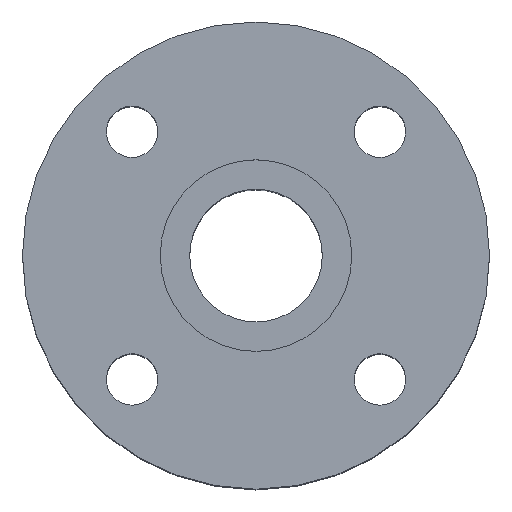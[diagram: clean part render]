
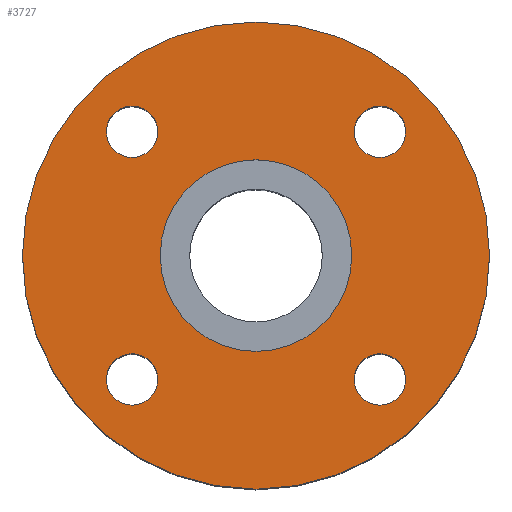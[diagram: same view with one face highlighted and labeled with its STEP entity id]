
A CAD part, top view. The second image highlights one B-rep face of the part: STEP entity #3727.
In plain terms, the highlighted planar face has unit normal (0, 0, 1).
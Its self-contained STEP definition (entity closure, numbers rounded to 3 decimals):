
#374 = VERTEX_POINT ( 'NONE', #15588 ) ;
#379 = VERTEX_POINT ( 'NONE', #13404 ) ;
#409 = VERTEX_POINT ( 'NONE', #2410 ) ;
#418 = DIRECTION ( 'NONE',  ( 1., 0., 0. ) ) ;
#426 = VERTEX_POINT ( 'NONE', #15729 ) ;
#564 = EDGE_CURVE ( 'NONE', #18891, #20666, #18597, .T. ) ;
#761 = ORIENTED_EDGE ( 'NONE', *, *, #2479, .F. ) ;
#1135 = DIRECTION ( 'NONE',  ( 0., 0., 1. ) ) ;
#1349 = CARTESIAN_POINT ( 'NONE',  ( 26.517, 26.517, -0.4 ) ) ;
#1518 = AXIS2_PLACEMENT_3D ( 'NONE', #19092, #21526, #12286 ) ;
#1574 = CARTESIAN_POINT ( 'NONE',  ( 0., 0., -0.4 ) ) ;
#1597 = FACE_BOUND ( 'NONE', #3730, .T. ) ;
#1709 = CARTESIAN_POINT ( 'NONE',  ( 26.517, -26.517, -0.4 ) ) ;
#1842 = DIRECTION ( 'NONE',  ( 1., 0., 0. ) ) ;
#2410 = CARTESIAN_POINT ( 'NONE',  ( 32.017, 26.517, -0.4 ) ) ;
#2413 = AXIS2_PLACEMENT_3D ( 'NONE', #12731, #3906, #25750 ) ;
#2479 = EDGE_CURVE ( 'NONE', #20666, #18891, #3327, .T. ) ;
#2688 = EDGE_CURVE ( 'NONE', #20001, #12831, #23652, .T. ) ;
#2722 = EDGE_CURVE ( 'NONE', #21056, #409, #6092, .T. ) ;
#2902 = AXIS2_PLACEMENT_3D ( 'NONE', #1709, #23981, #10946 ) ;
#3201 = EDGE_CURVE ( 'NONE', #379, #27306, #15325, .T. ) ;
#3298 = ORIENTED_EDGE ( 'NONE', *, *, #3201, .F. ) ;
#3327 = CIRCLE ( 'NONE', #25503, 20.5 ) ;
#3373 = DIRECTION ( 'NONE',  ( 0., 0., 1. ) ) ;
#3598 = ORIENTED_EDGE ( 'NONE', *, *, #3714, .F. ) ;
#3714 = EDGE_CURVE ( 'NONE', #12831, #20001, #26902, .T. ) ;
#3727 = ADVANCED_FACE ( 'NONE', ( #9988, #16945, #1597, #5792, #14634, #27628 ), #23590, .F. ) ;
#3730 = EDGE_LOOP ( 'NONE', ( #3298, #23467 ) ) ;
#3906 = DIRECTION ( 'NONE',  ( 0., 0., -1. ) ) ;
#5681 = DIRECTION ( 'NONE',  ( -1., 0., 0. ) ) ;
#5754 = ORIENTED_EDGE ( 'NONE', *, *, #16865, .T. ) ;
#5792 = FACE_BOUND ( 'NONE', #24448, .T. ) ;
#5809 = AXIS2_PLACEMENT_3D ( 'NONE', #24396, #16156, #15731 ) ;
#6092 = CIRCLE ( 'NONE', #21326, 5.5 ) ;
#6251 = CARTESIAN_POINT ( 'NONE',  ( 21.017, -26.517, -0.4 ) ) ;
#6279 = AXIS2_PLACEMENT_3D ( 'NONE', #1574, #14884, #1842 ) ;
#6474 = CARTESIAN_POINT ( 'NONE',  ( 21.017, 26.517, -0.4 ) ) ;
#7035 = AXIS2_PLACEMENT_3D ( 'NONE', #21130, #16512, #14913 ) ;
#8659 = CARTESIAN_POINT ( 'NONE',  ( -32.017, 26.517, -0.4 ) ) ;
#8732 = DIRECTION ( 'NONE',  ( 0., 0., 1. ) ) ;
#9694 = ORIENTED_EDGE ( 'NONE', *, *, #2688, .F. ) ;
#9705 = DIRECTION ( 'NONE',  ( 1., 0., 0. ) ) ;
#9988 = FACE_BOUND ( 'NONE', #18121, .T. ) ;
#10274 = EDGE_CURVE ( 'NONE', #374, #13308, #15377, .T. ) ;
#10306 = DIRECTION ( 'NONE',  ( 0., 0., 1. ) ) ;
#10946 = DIRECTION ( 'NONE',  ( 0., -1., 0. ) ) ;
#11532 = CARTESIAN_POINT ( 'NONE',  ( -26.517, 26.517, -0.4 ) ) ;
#12286 = DIRECTION ( 'NONE',  ( 0., -1., 0. ) ) ;
#12624 = DIRECTION ( 'NONE',  ( 1., 0., 0. ) ) ;
#12685 = CARTESIAN_POINT ( 'NONE',  ( -21.017, -26.517, -0.4 ) ) ;
#12730 = ORIENTED_EDGE ( 'NONE', *, *, #23542, .T. ) ;
#12731 = CARTESIAN_POINT ( 'NONE',  ( 0., 20.5, -0.4 ) ) ;
#12831 = VERTEX_POINT ( 'NONE', #12685 ) ;
#12916 = AXIS2_PLACEMENT_3D ( 'NONE', #13882, #1135, #27595 ) ;
#13308 = VERTEX_POINT ( 'NONE', #6251 ) ;
#13404 = CARTESIAN_POINT ( 'NONE',  ( -21.017, 26.517, -0.4 ) ) ;
#13524 = CARTESIAN_POINT ( 'NONE',  ( 0., 0., -0.4 ) ) ;
#13577 = CIRCLE ( 'NONE', #27413, 50. ) ;
#13882 = CARTESIAN_POINT ( 'NONE',  ( 26.517, 26.517, -0.4 ) ) ;
#14382 = EDGE_LOOP ( 'NONE', ( #5754, #12730 ) ) ;
#14634 = FACE_BOUND ( 'NONE', #28345, .T. ) ;
#14775 = VERTEX_POINT ( 'NONE', #19570 ) ;
#14884 = DIRECTION ( 'NONE',  ( 0., 0., 1. ) ) ;
#14913 = DIRECTION ( 'NONE',  ( -1., 0., 0. ) ) ;
#15325 = CIRCLE ( 'NONE', #25947, 5.5 ) ;
#15377 = CIRCLE ( 'NONE', #2902, 5.5 ) ;
#15588 = CARTESIAN_POINT ( 'NONE',  ( 32.017, -26.517, -0.4 ) ) ;
#15649 = ORIENTED_EDGE ( 'NONE', *, *, #564, .F. ) ;
#15729 = CARTESIAN_POINT ( 'NONE',  ( 50., 0., -0.4 ) ) ;
#15731 = DIRECTION ( 'NONE',  ( 0., 1., 0. ) ) ;
#16156 = DIRECTION ( 'NONE',  ( 0., 0., 1. ) ) ;
#16168 = ORIENTED_EDGE ( 'NONE', *, *, #2722, .F. ) ;
#16178 = DIRECTION ( 'NONE',  ( 0., 1., 0. ) ) ;
#16512 = DIRECTION ( 'NONE',  ( 0., 0., 1. ) ) ;
#16732 = AXIS2_PLACEMENT_3D ( 'NONE', #23621, #10306, #5681 ) ;
#16759 = AXIS2_PLACEMENT_3D ( 'NONE', #13524, #8732, #9705 ) ;
#16865 = EDGE_CURVE ( 'NONE', #426, #14775, #13577, .T. ) ;
#16945 = FACE_BOUND ( 'NONE', #26885, .T. ) ;
#17506 = EDGE_CURVE ( 'NONE', #13308, #374, #24134, .T. ) ;
#18121 = EDGE_LOOP ( 'NONE', ( #28443, #22450 ) ) ;
#18597 = CIRCLE ( 'NONE', #16759, 20.5 ) ;
#18891 = VERTEX_POINT ( 'NONE', #24440 ) ;
#19092 = CARTESIAN_POINT ( 'NONE',  ( 26.517, -26.517, -0.4 ) ) ;
#19436 = DIRECTION ( 'NONE',  ( 0., 0., 1. ) ) ;
#19570 = CARTESIAN_POINT ( 'NONE',  ( -50., 0., -0.4 ) ) ;
#19573 = CARTESIAN_POINT ( 'NONE',  ( 20.5, 0., -0.4 ) ) ;
#19655 = CIRCLE ( 'NONE', #5809, 5.5 ) ;
#20001 = VERTEX_POINT ( 'NONE', #25319 ) ;
#20317 = ORIENTED_EDGE ( 'NONE', *, *, #27499, .F. ) ;
#20366 = DIRECTION ( 'NONE',  ( 0., 0., 1. ) ) ;
#20513 = CARTESIAN_POINT ( 'NONE',  ( 0., 0., -0.4 ) ) ;
#20666 = VERTEX_POINT ( 'NONE', #19573 ) ;
#21049 = CARTESIAN_POINT ( 'NONE',  ( 0., 0., -0.4 ) ) ;
#21056 = VERTEX_POINT ( 'NONE', #6474 ) ;
#21130 = CARTESIAN_POINT ( 'NONE',  ( -26.517, -26.517, -0.4 ) ) ;
#21326 = AXIS2_PLACEMENT_3D ( 'NONE', #1349, #3373, #12624 ) ;
#21526 = DIRECTION ( 'NONE',  ( 0., 0., 1. ) ) ;
#21650 = EDGE_CURVE ( 'NONE', #27306, #379, #19655, .T. ) ;
#22450 = ORIENTED_EDGE ( 'NONE', *, *, #17506, .F. ) ;
#23100 = CIRCLE ( 'NONE', #12916, 5.5 ) ;
#23467 = ORIENTED_EDGE ( 'NONE', *, *, #21650, .F. ) ;
#23542 = EDGE_CURVE ( 'NONE', #14775, #426, #27528, .T. ) ;
#23590 = PLANE ( 'NONE',  #2413 ) ;
#23621 = CARTESIAN_POINT ( 'NONE',  ( -26.517, -26.517, -0.4 ) ) ;
#23649 = DIRECTION ( 'NONE',  ( 1., 0., 0. ) ) ;
#23652 = CIRCLE ( 'NONE', #16732, 5.5 ) ;
#23981 = DIRECTION ( 'NONE',  ( 0., 0., 1. ) ) ;
#24134 = CIRCLE ( 'NONE', #1518, 5.5 ) ;
#24396 = CARTESIAN_POINT ( 'NONE',  ( -26.517, 26.517, -0.4 ) ) ;
#24417 = DIRECTION ( 'NONE',  ( 0., 0., 1. ) ) ;
#24440 = CARTESIAN_POINT ( 'NONE',  ( -20.5, 0., -0.4 ) ) ;
#24448 = EDGE_LOOP ( 'NONE', ( #20317, #16168 ) ) ;
#25319 = CARTESIAN_POINT ( 'NONE',  ( -32.017, -26.517, -0.4 ) ) ;
#25503 = AXIS2_PLACEMENT_3D ( 'NONE', #21049, #19436, #23649 ) ;
#25750 = DIRECTION ( 'NONE',  ( -1., 0., 0. ) ) ;
#25947 = AXIS2_PLACEMENT_3D ( 'NONE', #11532, #20366, #16178 ) ;
#26885 = EDGE_LOOP ( 'NONE', ( #3598, #9694 ) ) ;
#26902 = CIRCLE ( 'NONE', #7035, 5.5 ) ;
#27306 = VERTEX_POINT ( 'NONE', #8659 ) ;
#27413 = AXIS2_PLACEMENT_3D ( 'NONE', #20513, #24417, #418 ) ;
#27499 = EDGE_CURVE ( 'NONE', #409, #21056, #23100, .T. ) ;
#27528 = CIRCLE ( 'NONE', #6279, 50. ) ;
#27595 = DIRECTION ( 'NONE',  ( 1., 0., 0. ) ) ;
#27628 = FACE_OUTER_BOUND ( 'NONE', #14382, .T. ) ;
#28345 = EDGE_LOOP ( 'NONE', ( #761, #15649 ) ) ;
#28443 = ORIENTED_EDGE ( 'NONE', *, *, #10274, .F. ) ;
